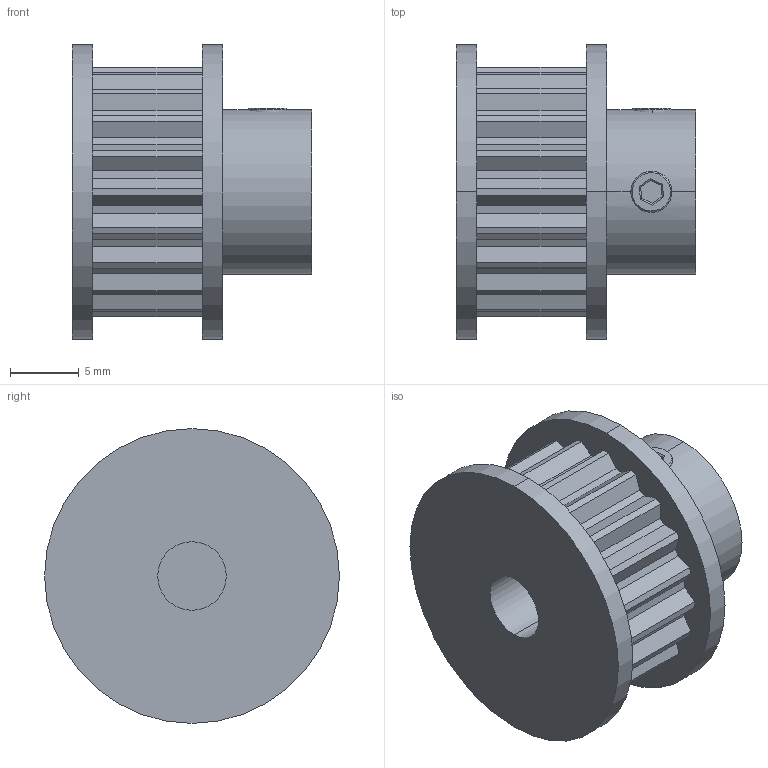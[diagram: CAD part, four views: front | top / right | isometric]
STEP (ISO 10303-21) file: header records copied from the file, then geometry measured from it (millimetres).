
FILE_DESCRIPTION (( 'STEP AP214' ), '1' );
FILE_NAME ('A192 Øêèâ GT3, ïîä âàë 5 ìì.STEP', '2019-10-16T11:09:53', ( 'Windows User' ), ( '' ), 'SwSTEP 2.0', 'SolidWorks 2019', '' );
FILE_SCHEMA (( 'AUTOMOTIVE_DESIGN' ));
Length unit declared in the file: millimetre
Products named in the file (3): A192 Øêèâ GT3, ïîä âàë 5 ìì(ïîäðîáíàÿ ìîäåëü); S54 妈眚 篑蜞眍忸黜 DIN 916 󉱯_M4(4); A192 Øêèâ GT3, ïîä âàë 5 ìì
Assembly tree (3 placements, depth 2):
  A192 Øêèâ GT3, ïîä âàë 5 ìì
    A192 Øêèâ GT3, ïîä âàë 5 ìì(ïîäðîáíàÿ ìîäåëü)
    S54 妈眚 篑蜞眍忸黜 DIN 916 󉱯_M4(4)  x2
Bounding box: 17.5 x 21.5 x 21.5 mm (x, y, z)
Volume: 3370.8 mm3; surface area: 2380.7 mm2
Topology: 3 solids, 3 shells, 149 faces, 391 edges, 249 vertices
Faces by surface type: plane 115, cylinder 18, cone 12, bspline 4
Entity records: 6525 total; most frequent: CARTESIAN_POINT 3184, ORIENTED_EDGE 682, DIRECTION 608, EDGE_CURVE 341, LINE 294, VECTOR 294, VERTEX_POINT 222, AXIS2_PLACEMENT_3D 157
